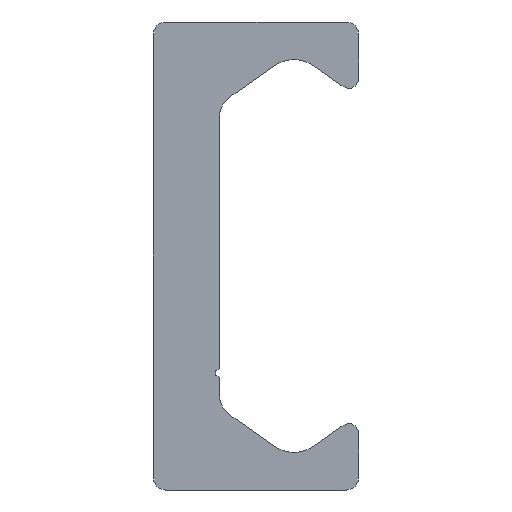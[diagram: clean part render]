
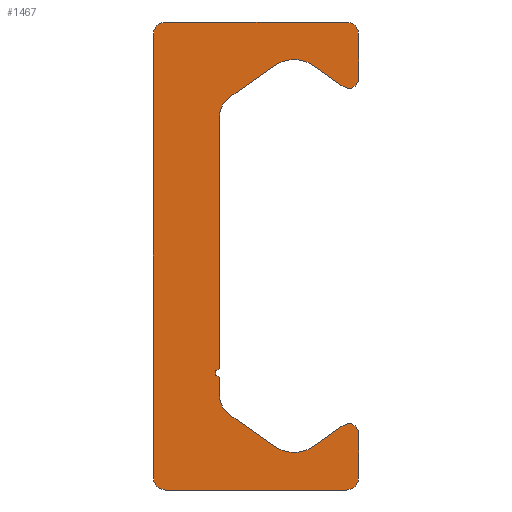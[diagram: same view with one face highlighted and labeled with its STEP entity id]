
A CAD part, left-side view. The second image highlights one B-rep face of the part: STEP entity #1467.
In plain terms, the highlighted planar face has unit normal (-1, 0, 0).
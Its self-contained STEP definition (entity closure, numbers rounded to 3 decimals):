
#696=CARTESIAN_POINT('',(0.0,5.4,-14.));
#697=VERTEX_POINT('',#696);
#704=CARTESIAN_POINT('',(0.0,6.15,-13.25));
#705=VERTEX_POINT('',#704);
#706=CARTESIAN_POINT('',(0.0,5.4,-13.25));
#707=DIRECTION('',(1.0,0.0,0.0));
#708=DIRECTION('',(0.0,0.0,-1.0));
#709=AXIS2_PLACEMENT_3D('',#706,#707,#708);
#710=CIRCLE('',#709,0.75);
#711=EDGE_CURVE('',#697,#705,#710,.T.);
#735=CARTESIAN_POINT('',(0.0,-5.4,-14.));
#736=VERTEX_POINT('',#735);
#743=CARTESIAN_POINT('',(0.0,-5.4,-14.));
#744=DIRECTION('',(0.0,1.0,0.0));
#745=VECTOR('',#744,10.8);
#746=LINE('',#743,#745);
#747=EDGE_CURVE('',#736,#697,#746,.T.);
#767=CARTESIAN_POINT('',(0.0,-6.15,-13.25));
#768=VERTEX_POINT('',#767);
#775=CARTESIAN_POINT('',(0.0,-5.4,-13.25));
#776=DIRECTION('',(1.0,0.0,0.0));
#777=DIRECTION('',(0.0,-1.0,0.0));
#778=AXIS2_PLACEMENT_3D('',#775,#776,#777);
#779=CIRCLE('',#778,0.75);
#780=EDGE_CURVE('',#768,#736,#779,.T.);
#799=CARTESIAN_POINT('',(0.0,-6.15,-10.63));
#800=VERTEX_POINT('',#799);
#807=CARTESIAN_POINT('',(0.0,-6.15,-10.63));
#808=DIRECTION('',(0.0,0.0,-1.0));
#809=VECTOR('',#808,2.62);
#810=LINE('',#807,#809);
#811=EDGE_CURVE('',#800,#768,#810,.T.);
#831=CARTESIAN_POINT('',(0.0,-5.206,-10.139));
#832=VERTEX_POINT('',#831);
#839=CARTESIAN_POINT('',(0.0,-5.55,-10.63));
#840=DIRECTION('',(1.0,0.0,0.0));
#841=DIRECTION('',(0.0,0.574,0.819));
#842=AXIS2_PLACEMENT_3D('',#839,#840,#841);
#843=CIRCLE('',#842,0.6);
#844=EDGE_CURVE('',#832,#800,#843,.T.);
#863=CARTESIAN_POINT('',(0.0,-3.417,-11.391));
#864=VERTEX_POINT('',#863);
#871=CARTESIAN_POINT('',(0.0,-3.417,-11.391));
#872=DIRECTION('',(0.0,-0.819,0.574));
#873=VECTOR('',#872,2.184);
#874=LINE('',#871,#873);
#875=EDGE_CURVE('',#864,#832,#874,.T.);
#895=CARTESIAN_POINT('',(0.0,-1.123,-11.391));
#896=VERTEX_POINT('',#895);
#903=CARTESIAN_POINT('',(0.0,-2.27,-9.753));
#904=DIRECTION('',(-1.0,0.0,0.0));
#905=DIRECTION('',(0.0,0.574,0.819));
#906=AXIS2_PLACEMENT_3D('',#903,#904,#905);
#907=CIRCLE('',#906,2.0);
#908=EDGE_CURVE('',#896,#864,#907,.T.);
#927=CARTESIAN_POINT('',(0.0,1.56,-9.512));
#928=VERTEX_POINT('',#927);
#935=CARTESIAN_POINT('',(0.0,1.56,-9.512));
#936=DIRECTION('',(0.0,-0.819,-0.574));
#937=VECTOR('',#936,3.276);
#938=LINE('',#935,#937);
#939=EDGE_CURVE('',#928,#896,#938,.T.);
#959=CARTESIAN_POINT('',(0.0,2.2,-8.283));
#960=VERTEX_POINT('',#959);
#967=CARTESIAN_POINT('',(0.0,0.7,-8.283));
#968=DIRECTION('',(-1.0,0.0,0.0));
#969=DIRECTION('',(0.0,-0.574,0.819));
#970=AXIS2_PLACEMENT_3D('',#967,#968,#969);
#971=CIRCLE('',#970,1.5);
#972=EDGE_CURVE('',#960,#928,#971,.T.);
#991=CARTESIAN_POINT('',(0.0,2.2,-7.25));
#992=VERTEX_POINT('',#991);
#999=CARTESIAN_POINT('',(0.0,2.2,-7.25));
#1000=DIRECTION('',(0.0,0.0,-1.0));
#1001=VECTOR('',#1000,1.033);
#1002=LINE('',#999,#1001);
#1003=EDGE_CURVE('',#992,#960,#1002,.T.);
#1023=CARTESIAN_POINT('',(0.0,2.2,-6.75));
#1024=VERTEX_POINT('',#1023);
#1031=CARTESIAN_POINT('',(0.0,2.2,-7.));
#1032=DIRECTION('',(-1.0,0.0,0.0));
#1033=DIRECTION('',(0.0,0.0,1.0));
#1034=AXIS2_PLACEMENT_3D('',#1031,#1032,#1033);
#1035=CIRCLE('',#1034,0.25);
#1036=EDGE_CURVE('',#1024,#992,#1035,.T.);
#1055=CARTESIAN_POINT('',(0.0,2.2,8.283));
#1056=VERTEX_POINT('',#1055);
#1063=CARTESIAN_POINT('',(0.0,2.2,8.283));
#1064=DIRECTION('',(0.0,0.0,-1.0));
#1065=VECTOR('',#1064,15.033);
#1066=LINE('',#1063,#1065);
#1067=EDGE_CURVE('',#1056,#1024,#1066,.T.);
#1114=CARTESIAN_POINT('',(0.0,1.56,9.512));
#1115=VERTEX_POINT('',#1114);
#1122=CARTESIAN_POINT('',(0.0,0.7,8.283));
#1123=DIRECTION('',(-1.0,0.0,0.0));
#1124=DIRECTION('',(0.0,-1.0,0.0));
#1125=AXIS2_PLACEMENT_3D('',#1122,#1123,#1124);
#1126=CIRCLE('',#1125,1.5);
#1127=EDGE_CURVE('',#1115,#1056,#1126,.T.);
#1146=CARTESIAN_POINT('',(0.0,-1.123,11.391));
#1147=VERTEX_POINT('',#1146);
#1154=CARTESIAN_POINT('',(0.0,-1.123,11.391));
#1155=DIRECTION('',(0.0,0.819,-0.574));
#1156=VECTOR('',#1155,3.276);
#1157=LINE('',#1154,#1156);
#1158=EDGE_CURVE('',#1147,#1115,#1157,.T.);
#1178=CARTESIAN_POINT('',(0.0,-3.417,11.391));
#1179=VERTEX_POINT('',#1178);
#1186=CARTESIAN_POINT('',(0.0,-2.27,9.753));
#1187=DIRECTION('',(-1.0,0.0,0.0));
#1188=DIRECTION('',(0.0,-0.574,-0.819));
#1189=AXIS2_PLACEMENT_3D('',#1186,#1187,#1188);
#1190=CIRCLE('',#1189,2.0);
#1191=EDGE_CURVE('',#1179,#1147,#1190,.T.);
#1210=CARTESIAN_POINT('',(0.0,-5.206,10.139));
#1211=VERTEX_POINT('',#1210);
#1218=CARTESIAN_POINT('',(0.0,-5.206,10.139));
#1219=DIRECTION('',(0.0,0.819,0.574));
#1220=VECTOR('',#1219,2.184);
#1221=LINE('',#1218,#1220);
#1222=EDGE_CURVE('',#1211,#1179,#1221,.T.);
#1242=CARTESIAN_POINT('',(0.0,-6.15,10.63));
#1243=VERTEX_POINT('',#1242);
#1250=CARTESIAN_POINT('',(0.0,-5.55,10.63));
#1251=DIRECTION('',(1.0,0.0,0.0));
#1252=DIRECTION('',(0.0,-1.0,0.0));
#1253=AXIS2_PLACEMENT_3D('',#1250,#1251,#1252);
#1254=CIRCLE('',#1253,0.6);
#1255=EDGE_CURVE('',#1243,#1211,#1254,.T.);
#1274=CARTESIAN_POINT('',(0.0,-6.15,13.25));
#1275=VERTEX_POINT('',#1274);
#1282=CARTESIAN_POINT('',(0.0,-6.15,13.25));
#1283=DIRECTION('',(0.0,0.0,-1.0));
#1284=VECTOR('',#1283,2.62);
#1285=LINE('',#1282,#1284);
#1286=EDGE_CURVE('',#1275,#1243,#1285,.T.);
#1306=CARTESIAN_POINT('',(0.0,-5.4,14.));
#1307=VERTEX_POINT('',#1306);
#1314=CARTESIAN_POINT('',(0.0,-5.4,13.25));
#1315=DIRECTION('',(1.0,0.0,0.0));
#1316=DIRECTION('',(0.0,0.0,1.0));
#1317=AXIS2_PLACEMENT_3D('',#1314,#1315,#1316);
#1318=CIRCLE('',#1317,0.75);
#1319=EDGE_CURVE('',#1307,#1275,#1318,.T.);
#1338=CARTESIAN_POINT('',(0.0,5.4,14.));
#1339=VERTEX_POINT('',#1338);
#1346=CARTESIAN_POINT('',(0.0,5.4,14.));
#1347=DIRECTION('',(0.0,-1.0,0.0));
#1348=VECTOR('',#1347,10.8);
#1349=LINE('',#1346,#1348);
#1350=EDGE_CURVE('',#1339,#1307,#1349,.T.);
#1370=CARTESIAN_POINT('',(0.0,6.15,13.25));
#1371=VERTEX_POINT('',#1370);
#1378=CARTESIAN_POINT('',(0.0,5.4,13.25));
#1379=DIRECTION('',(1.0,0.0,0.0));
#1380=DIRECTION('',(0.0,1.0,0.0));
#1381=AXIS2_PLACEMENT_3D('',#1378,#1379,#1380);
#1382=CIRCLE('',#1381,0.75);
#1383=EDGE_CURVE('',#1371,#1339,#1382,.T.);
#1401=CARTESIAN_POINT('',(0.0,6.15,-13.25));
#1402=DIRECTION('',(0.0,0.0,1.0));
#1403=VECTOR('',#1402,26.5);
#1404=LINE('',#1401,#1403);
#1405=EDGE_CURVE('',#705,#1371,#1404,.T.);
#1438=CARTESIAN_POINT('',(0.0,1.352,-0.021));
#1439=DIRECTION('',(1.0,0.0,0.0));
#1440=DIRECTION('',(0.0,0.0,-1.0));
#1441=AXIS2_PLACEMENT_3D('',#1438,#1439,#1440);
#1442=PLANE('',#1441);
#1443=ORIENTED_EDGE('',*,*,#1405,.F.);
#1444=ORIENTED_EDGE('',*,*,#711,.F.);
#1445=ORIENTED_EDGE('',*,*,#747,.F.);
#1446=ORIENTED_EDGE('',*,*,#780,.F.);
#1447=ORIENTED_EDGE('',*,*,#811,.F.);
#1448=ORIENTED_EDGE('',*,*,#844,.F.);
#1449=ORIENTED_EDGE('',*,*,#875,.F.);
#1450=ORIENTED_EDGE('',*,*,#908,.F.);
#1451=ORIENTED_EDGE('',*,*,#939,.F.);
#1452=ORIENTED_EDGE('',*,*,#972,.F.);
#1453=ORIENTED_EDGE('',*,*,#1003,.F.);
#1454=ORIENTED_EDGE('',*,*,#1036,.F.);
#1455=ORIENTED_EDGE('',*,*,#1067,.F.);
#1456=ORIENTED_EDGE('',*,*,#1127,.F.);
#1457=ORIENTED_EDGE('',*,*,#1158,.F.);
#1458=ORIENTED_EDGE('',*,*,#1191,.F.);
#1459=ORIENTED_EDGE('',*,*,#1222,.F.);
#1460=ORIENTED_EDGE('',*,*,#1255,.F.);
#1461=ORIENTED_EDGE('',*,*,#1286,.F.);
#1462=ORIENTED_EDGE('',*,*,#1319,.F.);
#1463=ORIENTED_EDGE('',*,*,#1350,.F.);
#1464=ORIENTED_EDGE('',*,*,#1383,.F.);
#1465=EDGE_LOOP('',(#1443,#1444,#1445,#1446,#1447,#1448,#1449,#1450,#1451,#1452,#1453,#1454,#1455,#1456,#1457,#1458,#1459,#1460,#1461,#1462,#1463,#1464));
#1466=FACE_OUTER_BOUND('',#1465,.T.);
#1467=ADVANCED_FACE('',(#1466),#1442,.F.);
